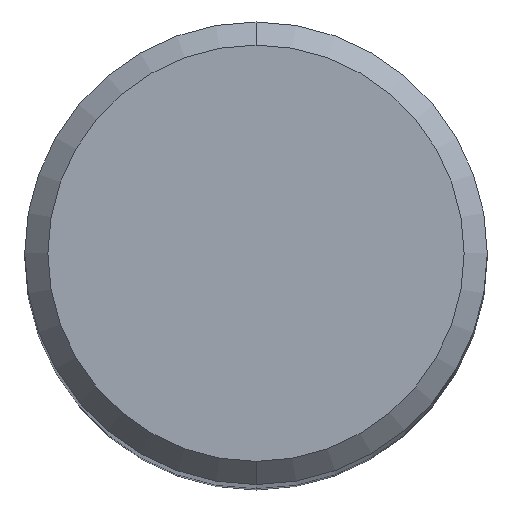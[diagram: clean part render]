
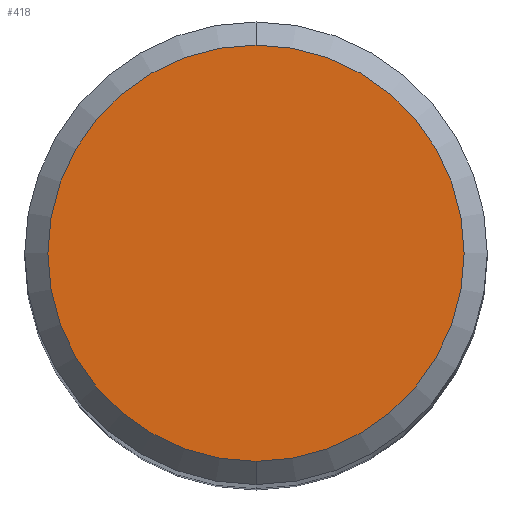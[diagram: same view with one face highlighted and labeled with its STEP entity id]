
A CAD part, top view. The second image highlights one B-rep face of the part: STEP entity #418.
In plain terms, the highlighted planar face has unit normal (0, 0, 1).
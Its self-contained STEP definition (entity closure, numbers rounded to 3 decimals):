
#174=EDGE_CURVE('',#390,#442,#475,.T.);
#316=EDGE_CURVE('',#442,#390,#630,.T.);
#390=VERTEX_POINT('',#709);
#418=ADVANCED_FACE('',(#741),#742,.T.);
#442=VERTEX_POINT('',#771);
#475=CIRCLE('',#799,4.5);
#630=CIRCLE('',#1121,4.5);
#709=CARTESIAN_POINT('',(0.0,4.5,0.0));
#741=FACE_OUTER_BOUND('',#1358,.T.);
#742=PLANE('',#1359);
#771=CARTESIAN_POINT('',(0.,-4.5,0.0));
#799=AXIS2_PLACEMENT_3D('',#1454,#1455,#1456);
#1121=AXIS2_PLACEMENT_3D('',#1630,#1631,#1632);
#1358=EDGE_LOOP('',(#1744,#1745));
#1359=AXIS2_PLACEMENT_3D('',#1746,#1747,#1748);
#1454=CARTESIAN_POINT('',(0.0,0.0,0.0));
#1455=DIRECTION('',(0.0,0.0,-1.0));
#1456=DIRECTION('',(0.0,1.0,0.0));
#1630=CARTESIAN_POINT('',(0.0,0.0,0.0));
#1631=DIRECTION('',(0.0,0.0,-1.0));
#1632=DIRECTION('',(0.0,1.0,0.0));
#1744=ORIENTED_EDGE('',*,*,#174,.F.);
#1745=ORIENTED_EDGE('',*,*,#316,.F.);
#1746=CARTESIAN_POINT('',(0.0,2.25,0.0));
#1747=DIRECTION('',(-0.0,0.0,1.0));
#1748=DIRECTION('',(0.0,-1.0,0.0));
